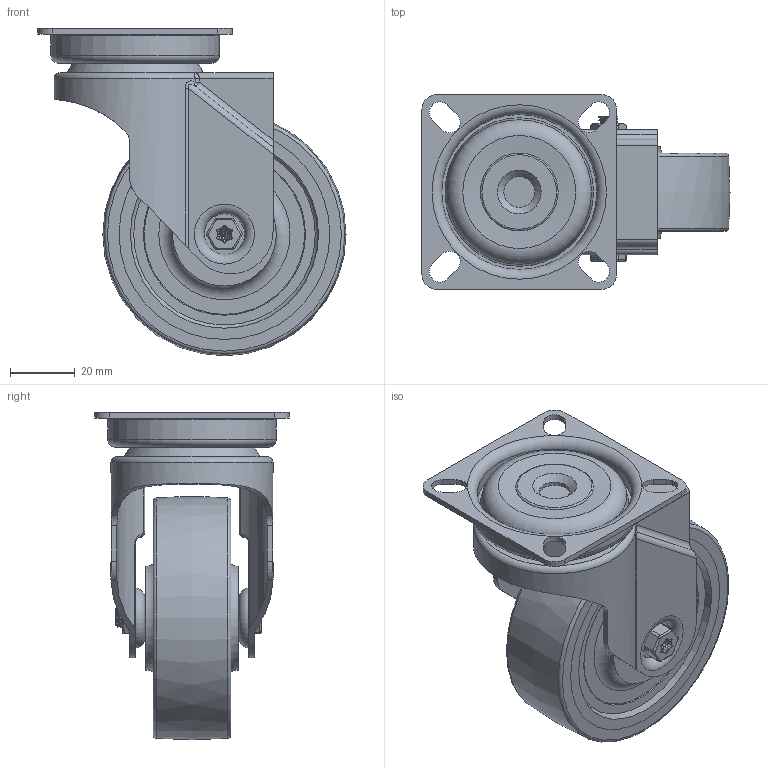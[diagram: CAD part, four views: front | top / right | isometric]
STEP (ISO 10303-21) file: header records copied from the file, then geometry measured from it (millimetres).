
FILE_DESCRIPTION(/* description */ ('','CAx-IF Rec.Pracs.---Representation and Presentation of Product Manufacturing Information (PMI)---4.0---2014-10-13'),/* implementation_level */ '2;1');
FILE_NAME(/* name */ 'BZRA75VGRBJ.step',/* time_stamp */ '2025-03-03T16:56:44Z',/* author */ (''),/* organization */ (''),/* preprocessor_version */ 'ST-DEVELOPER v20',/* originating_system */ 'Autodesk Translation Framework v13.20.0.188',/* authorisation */ '');
FILE_SCHEMA (('AP242_MANAGED_MODEL_BASED_3D_ENGINEERING_MIM_LF { 1 0 10303 442 1 1 4 }'));
Length unit declared in the file: millimetre
Products named in the file (19): BZRA75VGRBJ; BZRA75AS v1; ZINC PLATED PRESSED STEEL TOP PLATE; ZINC PLATED PRESSED STEEL FORKS; BZL75WVGRBJM6 v1; BEARING608RS; BALL BEARINGS; Component2; OUTTER; INNER; MIDDLE; RUBBER; THERMMOPLASTIC RUBBER TYRE; POLYPROPYLENE RIM; CAP; BOLTBZRA6MM v2; ZINC PLATED AXLE BOLT; NM6GR8HALFGR8 v1; ZINC PLATED LOCKING NUT
Assembly tree (24 placements, depth 5):
  BZRA75VGRBJ
    BZRA75AS v1
      ZINC PLATED PRESSED STEEL TOP PLATE
      ZINC PLATED PRESSED STEEL FORKS
    BZL75WVGRBJM6 v1
      BEARING608RS
        BALL BEARINGS
          Component2  x6
        OUTTER
        INNER
        MIDDLE
        RUBBER
      THERMMOPLASTIC RUBBER TYRE
      POLYPROPYLENE RIM
      CAP  x2
    BOLTBZRA6MM v2
      ZINC PLATED AXLE BOLT
    NM6GR8HALFGR8 v1
      ZINC PLATED LOCKING NUT
Bounding box: 95 x 60 x 101 mm (x, y, z)
Volume: 104704 mm3; surface area: 79180.9 mm2
Topology: 19 solids, 19 shells, 434 faces, 1029 edges, 655 vertices
Faces by surface type: cylinder 155, plane 121, bspline 55, torus 53, sphere 26, cone 24
Full cylindrical faces by diameter (mm): 4.744 x2, 5.884 x4, 6 x2, 6.2 x2, 6.5 x1, 8 x4, 8.5 x1, 9.5 x1, 9.875 x1, 10 x2, 10.55 x4, 11.2 x2, 11.6 x2, 12.738 x1, 13.5 x1, 14 x2, 15 x1, 16 x2, 18.3 x2, 18.317 x1, 18.7 x2, 19.2 x4, 19.875 x1, 22 x2, 30.75 x2, 39 x1, 41.954 x1, 47.8 x1, 52 x3, 56 x2
Entity records: 25587 total; most frequent: CARTESIAN_POINT 15530, DIRECTION 2074, ORIENTED_EDGE 1944, EDGE_CURVE 972, AXIS2_PLACEMENT_3D 909, VERTEX_POINT 625, EDGE_LOOP 489, CIRCLE 479
